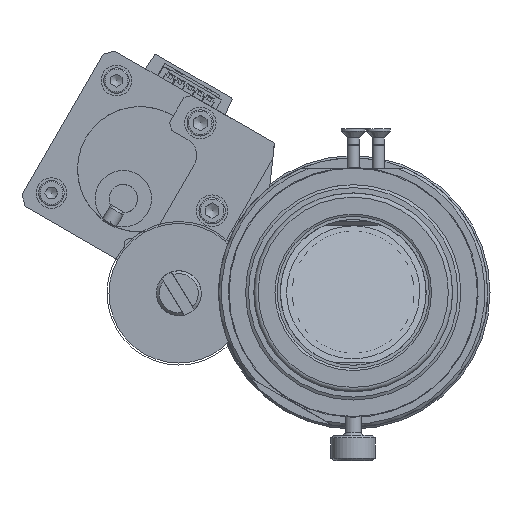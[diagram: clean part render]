
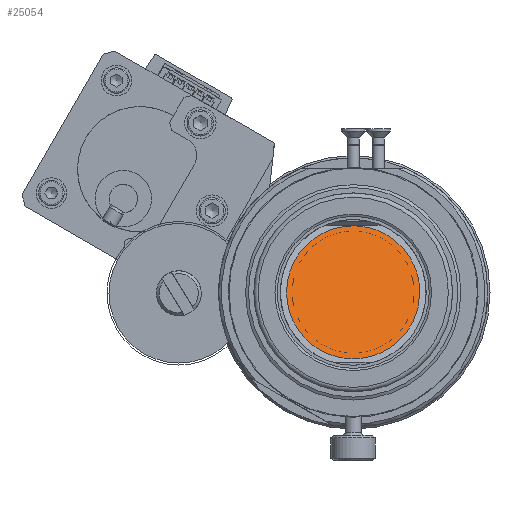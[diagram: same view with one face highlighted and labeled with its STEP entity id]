
A CAD part, left-side view. The second image highlights one B-rep face of the part: STEP entity #25054.
In plain terms, the highlighted face is planar.
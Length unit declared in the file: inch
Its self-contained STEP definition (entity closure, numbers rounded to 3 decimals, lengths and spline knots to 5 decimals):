
#5401=ELLIPSE('',#27189,0.464,0.655);
#5636=PLANE('',#27191);
#8041=FACE_OUTER_BOUND('',#10055,.T.);
#10055=EDGE_LOOP('',(#19697));
#13031=VERTEX_POINT('',#42875);
#15546=EDGE_CURVE('',#13031,#13031,#5401,.T.);
#19697=ORIENTED_EDGE('',*,*,#15546,.F.);
#25054=ADVANCED_FACE('',(#8041),#5636,.T.);
#27189=AXIS2_PLACEMENT_3D('',#42876,#30988,#30989);
#27191=AXIS2_PLACEMENT_3D('',#42881,#30992,#30993);
#30988=DIRECTION('center_axis',(0.,0.,-1.));
#30989=DIRECTION('ref_axis',(1.,0.,0.));
#30992=DIRECTION('center_axis',(0.,0.,1.));
#30993=DIRECTION('ref_axis',(1.,0.,0.));
#42875=CARTESIAN_POINT('',(-0.464,0.675,0.02));
#42876=CARTESIAN_POINT('Origin',(0.,0.675,0.02));
#42881=CARTESIAN_POINT('Origin',(-0.04218,0.675,0.02));
